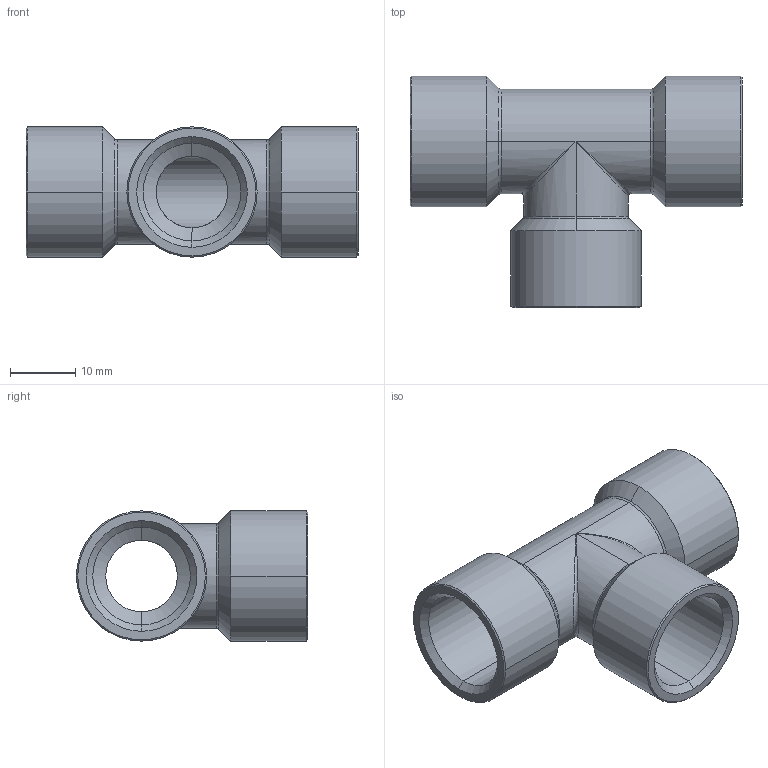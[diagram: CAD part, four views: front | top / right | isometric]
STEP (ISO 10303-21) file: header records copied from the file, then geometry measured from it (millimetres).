
FILE_DESCRIPTION (( 'STEP AP203' ), '1' );
FILE_NAME ('X5130003.STEP', '2011-10-25T08:08:17', ( 'SP' ), ( 'sopra-pneumatic' ), 'SwSTEP 2.0', 'SolidWorks 2011', '' );
FILE_SCHEMA (( 'CONFIG_CONTROL_DESIGN' ));
Length unit declared in the file: millimetre
Products named in the file (1): X5130003
Bounding box: 51 x 35.5 x 20 mm (x, y, z)
Volume: 8244.5 mm3; surface area: 7296.1 mm2
Topology: 1 solids, 1 shells, 57 faces, 124 edges, 64 vertices
Faces by surface type: cone 24, cylinder 22, torus 6, plane 3, bspline 2
Entity records: 1751 total; most frequent: CARTESIAN_POINT 438, DIRECTION 292, ORIENTED_EDGE 240, AXIS2_PLACEMENT_3D 122, EDGE_CURVE 120, CIRCLE 66, VERTEX_POINT 64, EDGE_LOOP 60
